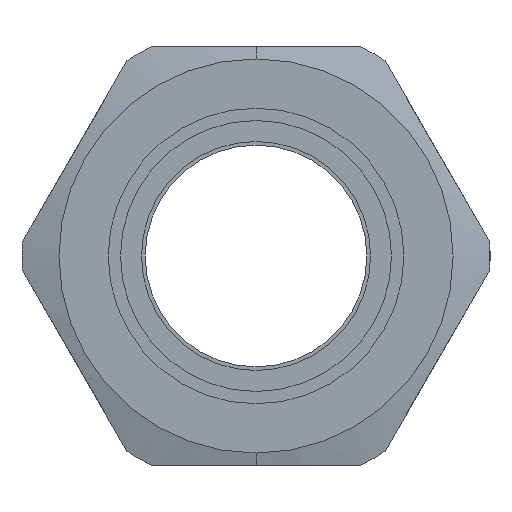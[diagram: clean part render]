
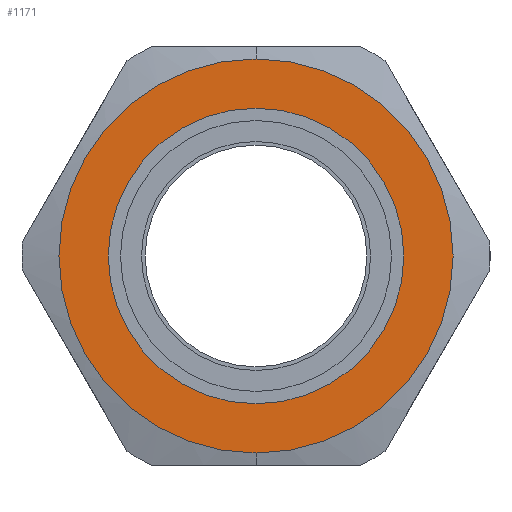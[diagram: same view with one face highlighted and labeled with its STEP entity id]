
A CAD part, front view. The second image highlights one B-rep face of the part: STEP entity #1171.
In plain terms, the highlighted planar face has unit normal (0, -1, 0).
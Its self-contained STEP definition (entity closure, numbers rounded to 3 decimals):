
#31 = CARTESIAN_POINT ( 'NONE',  ( -6., 0., 0. ) ) ;
#134 = DIRECTION ( 'NONE',  ( -1., 0., 0. ) ) ;
#161 = DIRECTION ( 'NONE',  ( 0., -1., 0. ) ) ;
#241 = PLANE ( 'NONE',  #1435 ) ;
#270 = CARTESIAN_POINT ( 'NONE',  ( 8., 0., 0. ) ) ;
#275 = EDGE_CURVE ( 'NONE', #2623, #3013, #469, .T. ) ;
#373 = AXIS2_PLACEMENT_3D ( 'NONE', #2535, #2561, #1775 ) ;
#386 = CIRCLE ( 'NONE', #627, 6. ) ;
#469 = CIRCLE ( 'NONE', #373, 6. ) ;
#627 = AXIS2_PLACEMENT_3D ( 'NONE', #1162, #161, #666 ) ;
#666 = DIRECTION ( 'NONE',  ( 1., 0., 0. ) ) ;
#763 = EDGE_CURVE ( 'NONE', #3249, #1884, #857, .T. ) ;
#857 = CIRCLE ( 'NONE', #2973, 8. ) ;
#1002 = ORIENTED_EDGE ( 'NONE', *, *, #763, .F. ) ;
#1012 = EDGE_CURVE ( 'NONE', #3013, #2623, #386, .T. ) ;
#1105 = AXIS2_PLACEMENT_3D ( 'NONE', #2658, #1622, #134 ) ;
#1159 = FACE_OUTER_BOUND ( 'NONE', #2239, .T. ) ;
#1162 = CARTESIAN_POINT ( 'NONE',  ( 0., 0., 0. ) ) ;
#1171 = ADVANCED_FACE ( 'NONE', ( #2556, #1159 ), #241, .F. ) ;
#1315 = ORIENTED_EDGE ( 'NONE', *, *, #1012, .F. ) ;
#1323 = CARTESIAN_POINT ( 'NONE',  ( 6., 0., 0. ) ) ;
#1326 = CARTESIAN_POINT ( 'NONE',  ( 8., 0., 0. ) ) ;
#1397 = CARTESIAN_POINT ( 'NONE',  ( -8., 0., 0. ) ) ;
#1435 = AXIS2_PLACEMENT_3D ( 'NONE', #270, #2234, #1478 ) ;
#1478 = DIRECTION ( 'NONE',  ( -1., 0., 0. ) ) ;
#1497 = EDGE_LOOP ( 'NONE', ( #1315, #1600 ) ) ;
#1600 = ORIENTED_EDGE ( 'NONE', *, *, #275, .F. ) ;
#1622 = DIRECTION ( 'NONE',  ( 0., 1., 0. ) ) ;
#1726 = ORIENTED_EDGE ( 'NONE', *, *, #3179, .F. ) ;
#1775 = DIRECTION ( 'NONE',  ( 1., 0., 0. ) ) ;
#1884 = VERTEX_POINT ( 'NONE', #1326 ) ;
#2081 = DIRECTION ( 'NONE',  ( 0., 1., 0. ) ) ;
#2234 = DIRECTION ( 'NONE',  ( 0., 1., 0. ) ) ;
#2239 = EDGE_LOOP ( 'NONE', ( #1002, #1726 ) ) ;
#2341 = DIRECTION ( 'NONE',  ( -1., 0., 0. ) ) ;
#2535 = CARTESIAN_POINT ( 'NONE',  ( 0., 0., 0. ) ) ;
#2556 = FACE_BOUND ( 'NONE', #1497, .T. ) ;
#2561 = DIRECTION ( 'NONE',  ( 0., -1., 0. ) ) ;
#2600 = CARTESIAN_POINT ( 'NONE',  ( 0., 0., 0. ) ) ;
#2623 = VERTEX_POINT ( 'NONE', #1323 ) ;
#2650 = CIRCLE ( 'NONE', #1105, 8. ) ;
#2658 = CARTESIAN_POINT ( 'NONE',  ( 0., 0., 0. ) ) ;
#2973 = AXIS2_PLACEMENT_3D ( 'NONE', #2600, #2081, #2341 ) ;
#3013 = VERTEX_POINT ( 'NONE', #31 ) ;
#3179 = EDGE_CURVE ( 'NONE', #1884, #3249, #2650, .T. ) ;
#3249 = VERTEX_POINT ( 'NONE', #1397 ) ;
